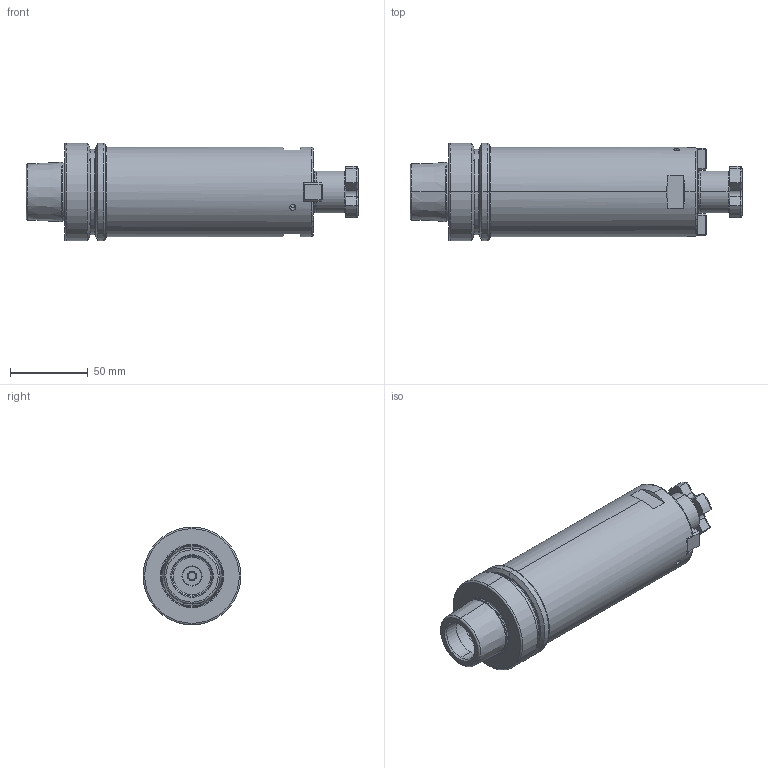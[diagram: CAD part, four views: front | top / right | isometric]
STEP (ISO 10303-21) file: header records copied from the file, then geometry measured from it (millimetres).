
FILE_DESCRIPTION (( 'STEP AP203' ), '1' );
FILE_NAME ('F63.11.27.2.STEP', '2017-12-26T03:24:08', ( '' ), ( '' ), 'SwSTEP 2.0', 'SolidWorks 2012', '' );
FILE_SCHEMA (( 'CONFIG_CONTROL_DESIGN' ));
Length unit declared in the file: millimetre
Products named in the file (5): F63.11.27.2; 十字螺絲FMB27; 102.11.27_M4xP0.7-16L; 面銑刀墊塊27
Assembly tree (6 placements, depth 2):
  F63.11.27.2
    F63.11.27.2
    面銑刀墊塊27  x2
    102.11.27_M4xP0.7-16L  x2
    十字螺絲FMB27
Bounding box: 214 x 63 x 63 mm (x, y, z)
Volume: 448406.2 mm3; surface area: 56920.6 mm2
Topology: 6 solids, 6 shells, 549 faces, 1389 edges, 859 vertices
Faces by surface type: cylinder 274, plane 130, cone 66, torus 56, bspline 23
Entity records: 26966 total; most frequent: CARTESIAN_POINT 16885, ORIENTED_EDGE 2204, DIRECTION 1839, EDGE_CURVE 1102, AXIS2_PLACEMENT_3D 713, VERTEX_POINT 687, EDGE_LOOP 459, FACE_OUTER_BOUND 435
